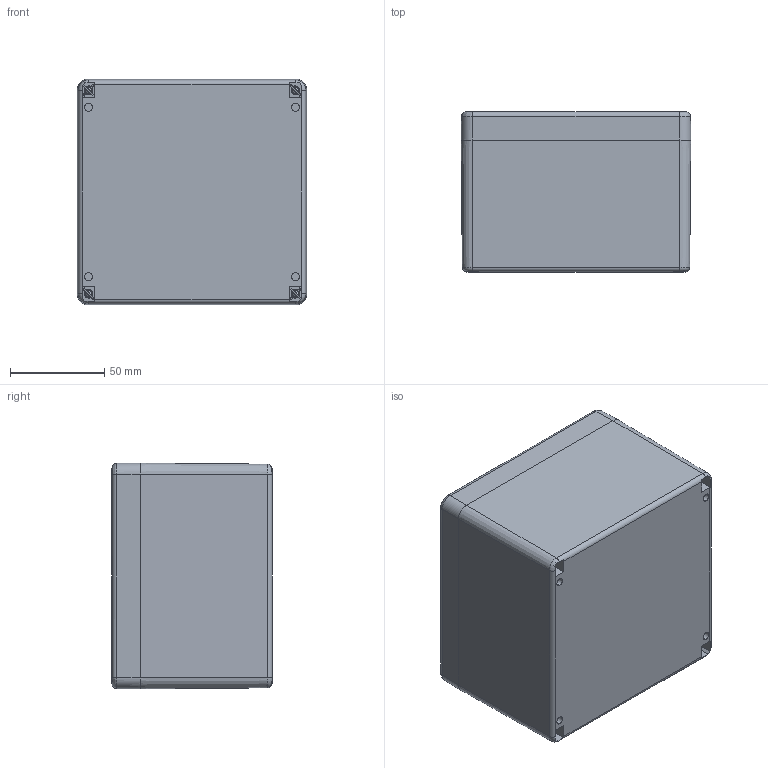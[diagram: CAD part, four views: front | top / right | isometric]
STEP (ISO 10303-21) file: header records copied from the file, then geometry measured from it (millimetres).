
FILE_DESCRIPTION (( 'STEP AP214' ), '1' );
FILE_NAME ('2365-1212-08-00.step', '2023-11-08T05:53:43', ( '' ), ( '' ), 'SwSTEP 2.0', 'SolidWorks 2019', '' );
FILE_SCHEMA (( 'AUTOMOTIVE_DESIGN' ));
Length unit declared in the file: millimetre
Products named in the file (5): Deckelschraube_3,5x14,5; Unterteil^2365-1212-08-00; 2365-1212-08-00; Deckel^2365-1212-08-00
Assembly tree (7 placements, depth 3):
  2365-1212-08-00
    2365-1212-08-00
      Deckelschraube_3,5x14,5  x4
      Unterteil^2365-1212-08-00
      Deckel^2365-1212-08-00
Bounding box: 122 x 85 x 120 mm (x, y, z)
Volume: 233196.3 mm3; surface area: 157556 mm2
Topology: 10 solids, 10 shells, 759 faces, 1930 edges, 1194 vertices
Faces by surface type: plane 341, cylinder 180, cone 166, bspline 44, sphere 16, torus 12
Entity records: 22678 total; most frequent: CARTESIAN_POINT 8196, DIRECTION 2839, ORIENTED_EDGE 2838, EDGE_CURVE 1419, AXIS2_PLACEMENT_3D 1043, VERTEX_POINT 893, VECTOR 753, LINE 753
